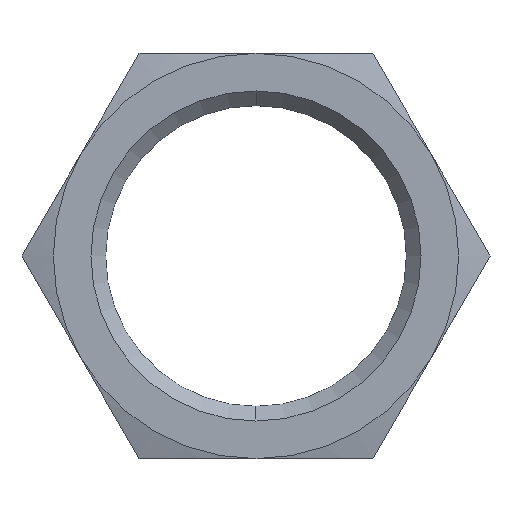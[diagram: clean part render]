
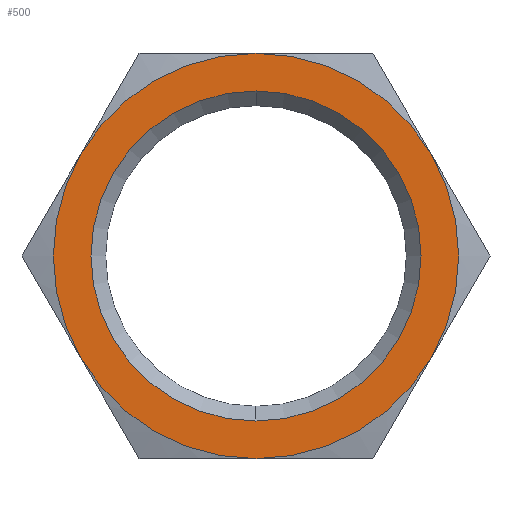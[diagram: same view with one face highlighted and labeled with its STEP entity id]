
A CAD part, left-side view. The second image highlights one B-rep face of the part: STEP entity #500.
In plain terms, the highlighted planar face has unit normal (-1, 0, 0).
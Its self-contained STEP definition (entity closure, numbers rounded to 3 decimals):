
#2 = EDGE_CURVE ( 'NONE', #197, #351, #214, .T. ) ;
#23 = ORIENTED_EDGE ( 'NONE', *, *, #181, .T. ) ;
#24 = CIRCLE ( 'NONE', #750, 13.44 ) ;
#25 = CARTESIAN_POINT ( 'NONE',  ( 0., 0., 0. ) ) ;
#33 = DIRECTION ( 'NONE',  ( -1., 0., 0. ) ) ;
#54 = CARTESIAN_POINT ( 'NONE',  ( 0., 0., 0. ) ) ;
#55 = AXIS2_PLACEMENT_3D ( 'NONE', #168, #701, #296 ) ;
#63 = DIRECTION ( 'NONE',  ( 0., 0., -1. ) ) ;
#83 = DIRECTION ( 'NONE',  ( -1., 0., 0. ) ) ;
#85 = AXIS2_PLACEMENT_3D ( 'NONE', #499, #161, #166 ) ;
#113 = DIRECTION ( 'NONE',  ( 0., 0., 1. ) ) ;
#126 = VERTEX_POINT ( 'NONE', #443 ) ;
#137 = CIRCLE ( 'NONE', #646, 16.5 ) ;
#146 = DIRECTION ( 'NONE',  ( 1., 0., 0. ) ) ;
#161 = DIRECTION ( 'NONE',  ( -1., 0., 0. ) ) ;
#166 = DIRECTION ( 'NONE',  ( 0., 0., 1. ) ) ;
#167 = DIRECTION ( 'NONE',  ( 0., 0., 1. ) ) ;
#168 = CARTESIAN_POINT ( 'NONE',  ( 0., 28.579, 16.5 ) ) ;
#176 = EDGE_CURVE ( 'NONE', #412, #618, #24, .T. ) ;
#181 = EDGE_CURVE ( 'NONE', #792, #126, #570, .T. ) ;
#182 = VERTEX_POINT ( 'NONE', #482 ) ;
#184 = CIRCLE ( 'NONE', #511, 13.44 ) ;
#192 = ORIENTED_EDGE ( 'NONE', *, *, #405, .T. ) ;
#197 = VERTEX_POINT ( 'NONE', #675 ) ;
#214 = CIRCLE ( 'NONE', #85, 16.5 ) ;
#226 = ORIENTED_EDGE ( 'NONE', *, *, #176, .T. ) ;
#264 = EDGE_CURVE ( 'NONE', #182, #197, #834, .T. ) ;
#274 = EDGE_LOOP ( 'NONE', ( #647, #226 ) ) ;
#278 = CIRCLE ( 'NONE', #404, 16.5 ) ;
#284 = DIRECTION ( 'NONE',  ( 0., 0., -1. ) ) ;
#290 = DIRECTION ( 'NONE',  ( -1., 0., 0. ) ) ;
#296 = DIRECTION ( 'NONE',  ( 0., 0., -1. ) ) ;
#337 = DIRECTION ( 'NONE',  ( 0., 0., 1. ) ) ;
#348 = CARTESIAN_POINT ( 'NONE',  ( 0., 0., 0. ) ) ;
#351 = VERTEX_POINT ( 'NONE', #496 ) ;
#362 = EDGE_CURVE ( 'NONE', #781, #182, #278, .T. ) ;
#389 = AXIS2_PLACEMENT_3D ( 'NONE', #348, #83, #608 ) ;
#404 = AXIS2_PLACEMENT_3D ( 'NONE', #688, #290, #167 ) ;
#405 = EDGE_CURVE ( 'NONE', #126, #781, #802, .T. ) ;
#412 = VERTEX_POINT ( 'NONE', #489 ) ;
#416 = CARTESIAN_POINT ( 'NONE',  ( 0., 0., 0. ) ) ;
#443 = CARTESIAN_POINT ( 'NONE',  ( 0., 0., -16.5 ) ) ;
#447 = CARTESIAN_POINT ( 'NONE',  ( 0., 0., 0. ) ) ;
#456 = CARTESIAN_POINT ( 'NONE',  ( 0., 0., 0. ) ) ;
#476 = AXIS2_PLACEMENT_3D ( 'NONE', #416, #33, #697 ) ;
#482 = CARTESIAN_POINT ( 'NONE',  ( 0., -14.289, 8.25 ) ) ;
#489 = CARTESIAN_POINT ( 'NONE',  ( 0., 0., -13.44 ) ) ;
#496 = CARTESIAN_POINT ( 'NONE',  ( 0., 14.289, 8.25 ) ) ;
#499 = CARTESIAN_POINT ( 'NONE',  ( 0., 0., 0. ) ) ;
#500 = ADVANCED_FACE ( 'NONE', ( #795, #668 ), #637, .F. ) ;
#511 = AXIS2_PLACEMENT_3D ( 'NONE', #447, #835, #63 ) ;
#517 = CARTESIAN_POINT ( 'NONE',  ( 0., 0., 13.44 ) ) ;
#524 = ORIENTED_EDGE ( 'NONE', *, *, #362, .T. ) ;
#549 = CARTESIAN_POINT ( 'NONE',  ( 0., 14.289, -8.25 ) ) ;
#570 = CIRCLE ( 'NONE', #389, 16.5 ) ;
#592 = DIRECTION ( 'NONE',  ( -1., 0., 0. ) ) ;
#593 = EDGE_CURVE ( 'NONE', #618, #412, #184, .T. ) ;
#599 = EDGE_LOOP ( 'NONE', ( #23, #192, #524, #656, #729, #704 ) ) ;
#603 = CARTESIAN_POINT ( 'NONE',  ( 0., -14.289, -8.25 ) ) ;
#608 = DIRECTION ( 'NONE',  ( 0., 0., 1. ) ) ;
#618 = VERTEX_POINT ( 'NONE', #517 ) ;
#637 = PLANE ( 'NONE',  #55 ) ;
#646 = AXIS2_PLACEMENT_3D ( 'NONE', #456, #592, #337 ) ;
#647 = ORIENTED_EDGE ( 'NONE', *, *, #593, .T. ) ;
#652 = DIRECTION ( 'NONE',  ( -1., 0., 0. ) ) ;
#656 = ORIENTED_EDGE ( 'NONE', *, *, #264, .T. ) ;
#668 = FACE_OUTER_BOUND ( 'NONE', #599, .T. ) ;
#675 = CARTESIAN_POINT ( 'NONE',  ( 0., 0., 16.5 ) ) ;
#688 = CARTESIAN_POINT ( 'NONE',  ( 0., 0., 0. ) ) ;
#697 = DIRECTION ( 'NONE',  ( 0., 0., 1. ) ) ;
#701 = DIRECTION ( 'NONE',  ( 1., 0., 0. ) ) ;
#704 = ORIENTED_EDGE ( 'NONE', *, *, #766, .T. ) ;
#729 = ORIENTED_EDGE ( 'NONE', *, *, #2, .T. ) ;
#750 = AXIS2_PLACEMENT_3D ( 'NONE', #25, #146, #284 ) ;
#764 = AXIS2_PLACEMENT_3D ( 'NONE', #54, #652, #113 ) ;
#766 = EDGE_CURVE ( 'NONE', #351, #792, #137, .T. ) ;
#781 = VERTEX_POINT ( 'NONE', #603 ) ;
#792 = VERTEX_POINT ( 'NONE', #549 ) ;
#795 = FACE_BOUND ( 'NONE', #274, .T. ) ;
#802 = CIRCLE ( 'NONE', #476, 16.5 ) ;
#834 = CIRCLE ( 'NONE', #764, 16.5 ) ;
#835 = DIRECTION ( 'NONE',  ( 1., 0., 0. ) ) ;
